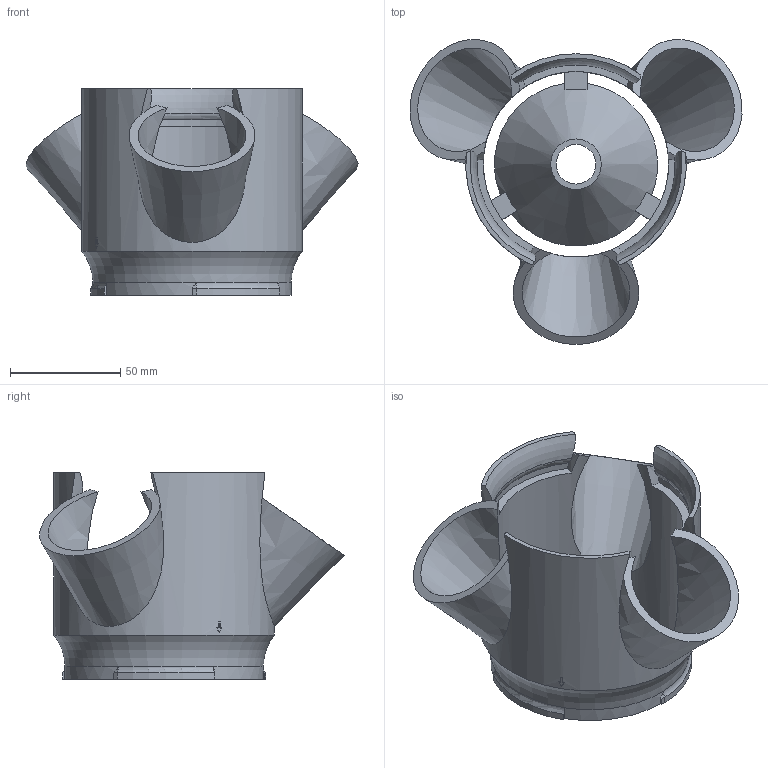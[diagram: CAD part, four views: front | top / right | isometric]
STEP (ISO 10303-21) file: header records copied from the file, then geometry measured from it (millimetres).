
FILE_DESCRIPTION(/* description */ (''),/* implementation_level */ '2;1');
FILE_NAME(/* name */ '50mm Planter Base Module.step',/* time_stamp */ '2023-10-30T15:57:27+11:00',/* author */ (''),/* organization */ (''),/* preprocessor_version */ 'ST-DEVELOPER v20',/* originating_system */ 'Autodesk Translation Framework v12.14.0.127',/* authorisation */ '');
FILE_SCHEMA (('AUTOMOTIVE_DESIGN { 1 0 10303 214 3 1 1 }'));
Length unit declared in the file: millimetre
Products named in the file (1): 50mm Planter Base Module
Bounding box: 150.48 x 138.19 x 93.63 mm (x, y, z)
Volume: 175728.6 mm3; surface area: 78770.2 mm2
Topology: 1 solids, 1 shells, 83 faces, 240 edges, 157 vertices
Faces by surface type: plane 36, cone 20, cylinder 14, torus 10, bspline 3
Full cylindrical faces by diameter (mm): 18 x1, 22.883 x1, 84 x1, 100 x1
Entity records: 3250 total; most frequent: CARTESIAN_POINT 1070, ORIENTED_EDGE 480, DIRECTION 439, EDGE_CURVE 240, AXIS2_PLACEMENT_3D 190, VERTEX_POINT 157, EDGE_LOOP 89, CIRCLE 87
